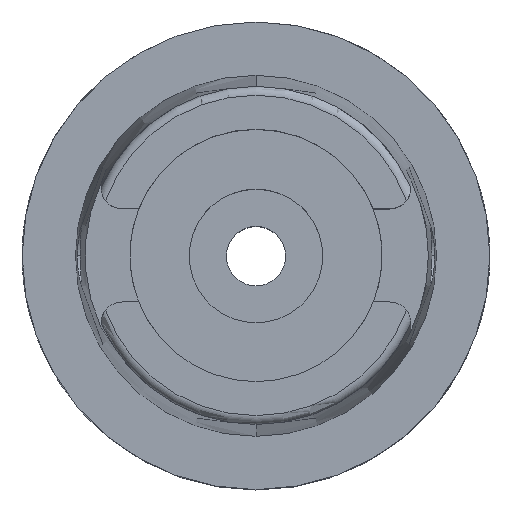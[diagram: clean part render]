
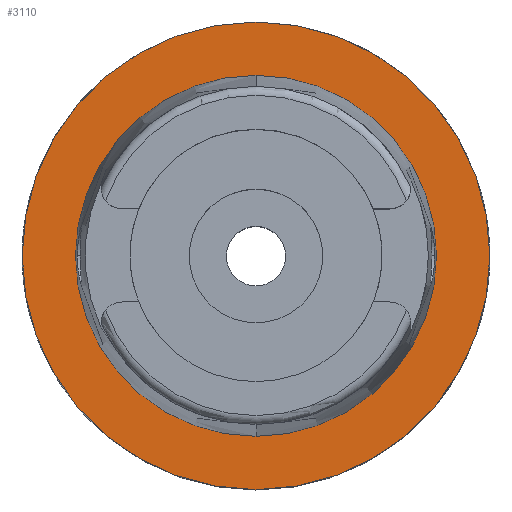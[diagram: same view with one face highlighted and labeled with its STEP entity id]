
A CAD part, top view. The second image highlights one B-rep face of the part: STEP entity #3110.
In plain terms, the highlighted planar face has unit normal (0, 0, 1).
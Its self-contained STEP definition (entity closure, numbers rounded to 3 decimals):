
#645=CARTESIAN_POINT('',(0.,0.,0.));
#646=DIRECTION('',(0.,0.,-1.));
#647=DIRECTION('',(0.,-1.,0.));
#648=AXIS2_PLACEMENT_3D('',#645,#646,#647);
#653=CARTESIAN_POINT('',(0.,0.,0.));
#654=DIRECTION('',(0.,0.,-1.));
#655=DIRECTION('',(0.,1.,0.));
#656=AXIS2_PLACEMENT_3D('',#653,#654,#655);
#661=CARTESIAN_POINT('',(0.,0.,0.));
#662=DIRECTION('',(0.,0.,1.));
#663=DIRECTION('',(0.,-1.,0.));
#664=AXIS2_PLACEMENT_3D('',#661,#662,#663);
#669=CARTESIAN_POINT('',(0.,0.,0.));
#670=DIRECTION('',(0.,0.,1.));
#671=DIRECTION('',(0.,1.,0.));
#672=AXIS2_PLACEMENT_3D('',#669,#670,#671);
#2438=CARTESIAN_POINT('',(0.,-24.315,0.));
#2439=VERTEX_POINT('',#2438);
#2440=CARTESIAN_POINT('',(0.,24.315,0.));
#2441=VERTEX_POINT('',#2440);
#2724=CARTESIAN_POINT('',(0.,31.5,0.));
#2725=VERTEX_POINT('',#2724);
#2726=CARTESIAN_POINT('',(0.,-31.5,0.));
#2727=VERTEX_POINT('',#2726);
#3095=CARTESIAN_POINT('',(0.,0.,0.));
#3096=DIRECTION('',(0.,0.,1.));
#3097=DIRECTION('',(0.,1.,0.));
#3098=AXIS2_PLACEMENT_3D('',#3095,#3096,#3097);
#3099=PLANE('',#3098);
#3101=ORIENTED_EDGE('',*,*,#3100,.T.);
#3103=ORIENTED_EDGE('',*,*,#3102,.T.);
#3104=EDGE_LOOP('',(#3101,#3103));
#3105=FACE_OUTER_BOUND('',#3104,.F.);
#3106=ORIENTED_EDGE('',*,*,#3053,.T.);
#3107=ORIENTED_EDGE('',*,*,#2846,.T.);
#3108=EDGE_LOOP('',(#3106,#3107));
#3109=FACE_BOUND('',#3108,.F.);
#649=CIRCLE('',#648,31.5);
#657=CIRCLE('',#656,31.5);
#665=CIRCLE('',#664,24.315);
#673=CIRCLE('',#672,24.315);
#2846=EDGE_CURVE('',#2441,#2439,#673,.T.);
#3053=EDGE_CURVE('',#2439,#2441,#665,.T.);
#3100=EDGE_CURVE('',#2727,#2725,#649,.T.);
#3102=EDGE_CURVE('',#2725,#2727,#657,.T.);
#3110=ADVANCED_FACE('',(#3105,#3109),#3099,.T.);
